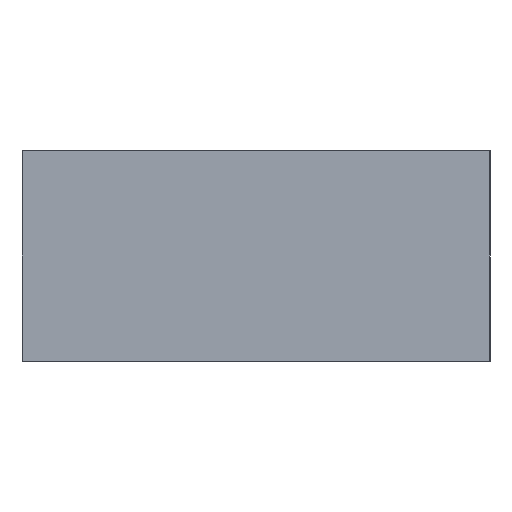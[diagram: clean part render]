
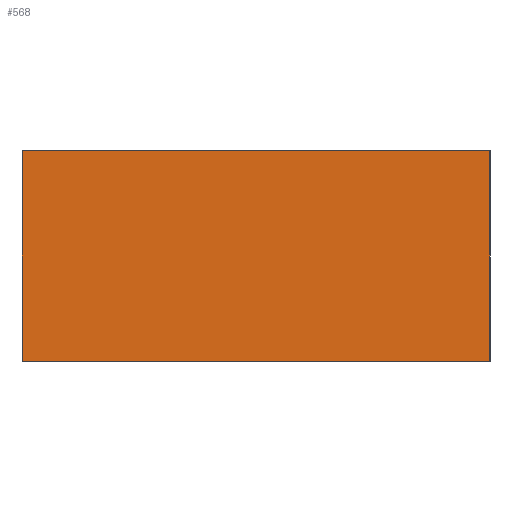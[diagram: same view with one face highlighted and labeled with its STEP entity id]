
A CAD part, left-side view. The second image highlights one B-rep face of the part: STEP entity #568.
In plain terms, the highlighted planar face has unit normal (-1, 0, 0).
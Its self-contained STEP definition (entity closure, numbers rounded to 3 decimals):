
#16 = EDGE_CURVE ( 'NONE', #1198, #785, #1214, .T. ) ;
#29 = VECTOR ( 'NONE', #1216, 1000. ) ;
#30 = CARTESIAN_POINT ( 'NONE',  ( -50., -12.5, 0. ) ) ;
#43 = DIRECTION ( 'NONE',  ( 0., 0., 1. ) ) ;
#44 = CARTESIAN_POINT ( 'NONE',  ( -50., 12.5, -11.25 ) ) ;
#46 = LINE ( 'NONE', #44, #1126 ) ;
#304 = DIRECTION ( 'NONE',  ( 0., -1., 0. ) ) ;
#306 = CARTESIAN_POINT ( 'NONE',  ( -50., 12.5, -11.25 ) ) ;
#308 = LINE ( 'NONE', #306, #1134 ) ;
#309 = VECTOR ( 'NONE', #442, 1000. ) ;
#310 = DIRECTION ( 'NONE',  ( 0., 0., -1. ) ) ;
#311 = DIRECTION ( 'NONE',  ( 1., 0., 0. ) ) ;
#313 = CARTESIAN_POINT ( 'NONE',  ( -50., 12.5, -11.25 ) ) ;
#315 = PLANE ( 'NONE',  #524 ) ;
#316 = FACE_OUTER_BOUND ( 'NONE', #745, .T. ) ;
#382 = EDGE_CURVE ( 'NONE', #1197, #785, #444, .T. ) ;
#442 = DIRECTION ( 'NONE',  ( 0., -1., 0. ) ) ;
#443 = CARTESIAN_POINT ( 'NONE',  ( -50., 12.5, 0. ) ) ;
#444 = LINE ( 'NONE', #443, #309 ) ;
#524 = AXIS2_PLACEMENT_3D ( 'NONE', #313, #311, #310 ) ;
#568 = ADVANCED_FACE ( 'NONE', ( #316 ), #315, .F. ) ;
#571 = EDGE_CURVE ( 'NONE', #1178, #1198, #308, .T. ) ;
#689 = CARTESIAN_POINT ( 'NONE',  ( -50., 12.5, 0. ) ) ;
#745 = EDGE_LOOP ( 'NONE', ( #966, #967, #969, #972 ) ) ;
#775 = EDGE_CURVE ( 'NONE', #1178, #1197, #46, .T. ) ;
#785 = VERTEX_POINT ( 'NONE', #30 ) ;
#832 = CARTESIAN_POINT ( 'NONE',  ( -50., 12.5, -11.25 ) ) ;
#966 = ORIENTED_EDGE ( 'NONE', *, *, #16, .T. ) ;
#967 = ORIENTED_EDGE ( 'NONE', *, *, #382, .F. ) ;
#969 = ORIENTED_EDGE ( 'NONE', *, *, #775, .F. ) ;
#972 = ORIENTED_EDGE ( 'NONE', *, *, #571, .T. ) ;
#1064 = CARTESIAN_POINT ( 'NONE',  ( -50., -12.5, -11.25 ) ) ;
#1126 = VECTOR ( 'NONE', #43, 1000. ) ;
#1134 = VECTOR ( 'NONE', #304, 1000. ) ;
#1178 = VERTEX_POINT ( 'NONE', #832 ) ;
#1197 = VERTEX_POINT ( 'NONE', #689 ) ;
#1198 = VERTEX_POINT ( 'NONE', #1064 ) ;
#1214 = LINE ( 'NONE', #1215, #29 ) ;
#1215 = CARTESIAN_POINT ( 'NONE',  ( -50., -12.5, -11.25 ) ) ;
#1216 = DIRECTION ( 'NONE',  ( 0., 0., 1. ) ) ;
